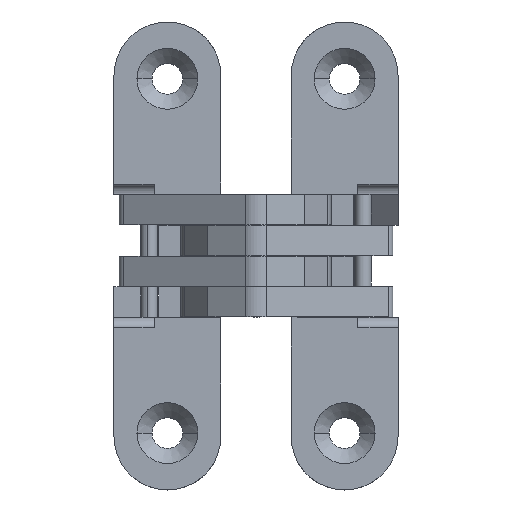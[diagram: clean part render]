
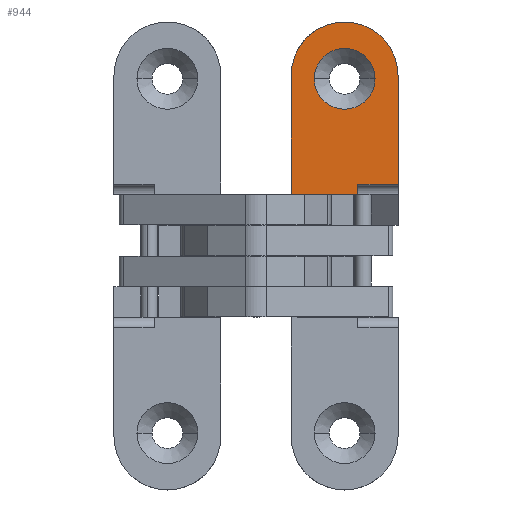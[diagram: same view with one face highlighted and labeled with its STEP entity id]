
A CAD part, top view. The second image highlights one B-rep face of the part: STEP entity #944.
In plain terms, the highlighted planar face has unit normal (0, 0, 1).
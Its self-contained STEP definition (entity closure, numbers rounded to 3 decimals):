
#4 = VERTEX_POINT ( 'NONE', #1527 ) ;
#41 = EDGE_CURVE ( 'NONE', #875, #319, #146, .T. ) ;
#42 = VECTOR ( 'NONE', #2682, 1000. ) ;
#46 = CARTESIAN_POINT ( 'NONE',  ( 2., 10.7, 0. ) ) ;
#51 = EDGE_LOOP ( 'NONE', ( #453, #2423, #746, #1763, #984, #648 ) ) ;
#72 = VECTOR ( 'NONE', #2619, 1000. ) ;
#146 = LINE ( 'NONE', #1852, #42 ) ;
#254 = AXIS2_PLACEMENT_3D ( 'NONE', #2651, #979, #2945 ) ;
#319 = VERTEX_POINT ( 'NONE', #1559 ) ;
#327 = CARTESIAN_POINT ( 'NONE',  ( -8., 27., 0. ) ) ;
#395 = CARTESIAN_POINT ( 'NONE',  ( 0., 26.5, 0. ) ) ;
#453 = ORIENTED_EDGE ( 'NONE', *, *, #2324, .T. ) ;
#564 = EDGE_CURVE ( 'NONE', #319, #1791, #1719, .T. ) ;
#578 = DIRECTION ( 'NONE',  ( 1., 0., 0. ) ) ;
#623 = DIRECTION ( 'NONE',  ( 1., 0., 0. ) ) ;
#644 = VECTOR ( 'NONE', #897, 1000. ) ;
#648 = ORIENTED_EDGE ( 'NONE', *, *, #2454, .F. ) ;
#667 = DIRECTION ( 'NONE',  ( 1., 0., 0. ) ) ;
#746 = ORIENTED_EDGE ( 'NONE', *, *, #564, .T. ) ;
#766 = EDGE_LOOP ( 'NONE', ( #2178, #2538 ) ) ;
#793 = CARTESIAN_POINT ( 'NONE',  ( -8., 9.2, 0. ) ) ;
#855 = DIRECTION ( 'NONE',  ( 0., 0., 1. ) ) ;
#875 = VERTEX_POINT ( 'NONE', #3071 ) ;
#897 = DIRECTION ( 'NONE',  ( -1., 0., 0. ) ) ;
#910 = AXIS2_PLACEMENT_3D ( 'NONE', #395, #2339, #667 ) ;
#944 = ADVANCED_FACE ( 'NONE', ( #3628, #2953 ), #2808, .T. ) ;
#979 = DIRECTION ( 'NONE',  ( 0., 0., 1. ) ) ;
#984 = ORIENTED_EDGE ( 'NONE', *, *, #1867, .F. ) ;
#1034 = EDGE_CURVE ( 'NONE', #1092, #3008, #2010, .T. ) ;
#1054 = VERTEX_POINT ( 'NONE', #793 ) ;
#1092 = VERTEX_POINT ( 'NONE', #3153 ) ;
#1163 = CARTESIAN_POINT ( 'NONE',  ( -8., 27., 0. ) ) ;
#1188 = LINE ( 'NONE', #46, #3279 ) ;
#1395 = LINE ( 'NONE', #1446, #644 ) ;
#1446 = CARTESIAN_POINT ( 'NONE',  ( 1.3, 9.2, 0. ) ) ;
#1527 = CARTESIAN_POINT ( 'NONE',  ( 2., 10.7, 0. ) ) ;
#1559 = CARTESIAN_POINT ( 'NONE',  ( 8., 27., 0. ) ) ;
#1578 = LINE ( 'NONE', #2332, #72 ) ;
#1715 = DIRECTION ( 'NONE',  ( 0., -1., 0. ) ) ;
#1719 = CIRCLE ( 'NONE', #254, 8. ) ;
#1727 = DIRECTION ( 'NONE',  ( 1., 0., 0. ) ) ;
#1763 = ORIENTED_EDGE ( 'NONE', *, *, #2837, .T. ) ;
#1791 = VERTEX_POINT ( 'NONE', #327 ) ;
#1852 = CARTESIAN_POINT ( 'NONE',  ( 8., -27., 0. ) ) ;
#1867 = EDGE_CURVE ( 'NONE', #3288, #1054, #1395, .T. ) ;
#1879 = AXIS2_PLACEMENT_3D ( 'NONE', #3099, #2251, #578 ) ;
#1972 = EDGE_CURVE ( 'NONE', #3008, #1092, #2727, .T. ) ;
#2010 = CIRCLE ( 'NONE', #2060, 4.55 ) ;
#2060 = AXIS2_PLACEMENT_3D ( 'NONE', #3349, #855, #1727 ) ;
#2066 = VECTOR ( 'NONE', #1715, 1000. ) ;
#2178 = ORIENTED_EDGE ( 'NONE', *, *, #1972, .F. ) ;
#2251 = DIRECTION ( 'NONE',  ( 0., 0., 1. ) ) ;
#2324 = EDGE_CURVE ( 'NONE', #4, #875, #1188, .T. ) ;
#2332 = CARTESIAN_POINT ( 'NONE',  ( 2., 10.7, 0. ) ) ;
#2339 = DIRECTION ( 'NONE',  ( 0., 0., 1. ) ) ;
#2423 = ORIENTED_EDGE ( 'NONE', *, *, #41, .T. ) ;
#2454 = EDGE_CURVE ( 'NONE', #4, #3288, #1578, .T. ) ;
#2538 = ORIENTED_EDGE ( 'NONE', *, *, #1034, .F. ) ;
#2617 = CARTESIAN_POINT ( 'NONE',  ( 4.55, 26.5, 0. ) ) ;
#2619 = DIRECTION ( 'NONE',  ( 0., -1., 0. ) ) ;
#2651 = CARTESIAN_POINT ( 'NONE',  ( 0., 27., 0. ) ) ;
#2682 = DIRECTION ( 'NONE',  ( 0., 1., 0. ) ) ;
#2727 = CIRCLE ( 'NONE', #910, 4.55 ) ;
#2808 = PLANE ( 'NONE',  #1879 ) ;
#2837 = EDGE_CURVE ( 'NONE', #1791, #1054, #2907, .T. ) ;
#2907 = LINE ( 'NONE', #1163, #2066 ) ;
#2945 = DIRECTION ( 'NONE',  ( 1., 0., 0. ) ) ;
#2953 = FACE_BOUND ( 'NONE', #766, .T. ) ;
#3008 = VERTEX_POINT ( 'NONE', #2617 ) ;
#3071 = CARTESIAN_POINT ( 'NONE',  ( 8., 10.7, 0. ) ) ;
#3099 = CARTESIAN_POINT ( 'NONE',  ( 0., -27., 0. ) ) ;
#3153 = CARTESIAN_POINT ( 'NONE',  ( -4.55, 26.5, 0. ) ) ;
#3279 = VECTOR ( 'NONE', #623, 1000. ) ;
#3288 = VERTEX_POINT ( 'NONE', #3529 ) ;
#3349 = CARTESIAN_POINT ( 'NONE',  ( 0., 26.5, 0. ) ) ;
#3529 = CARTESIAN_POINT ( 'NONE',  ( 2., 9.2, 0. ) ) ;
#3628 = FACE_OUTER_BOUND ( 'NONE', #51, .T. ) ;
